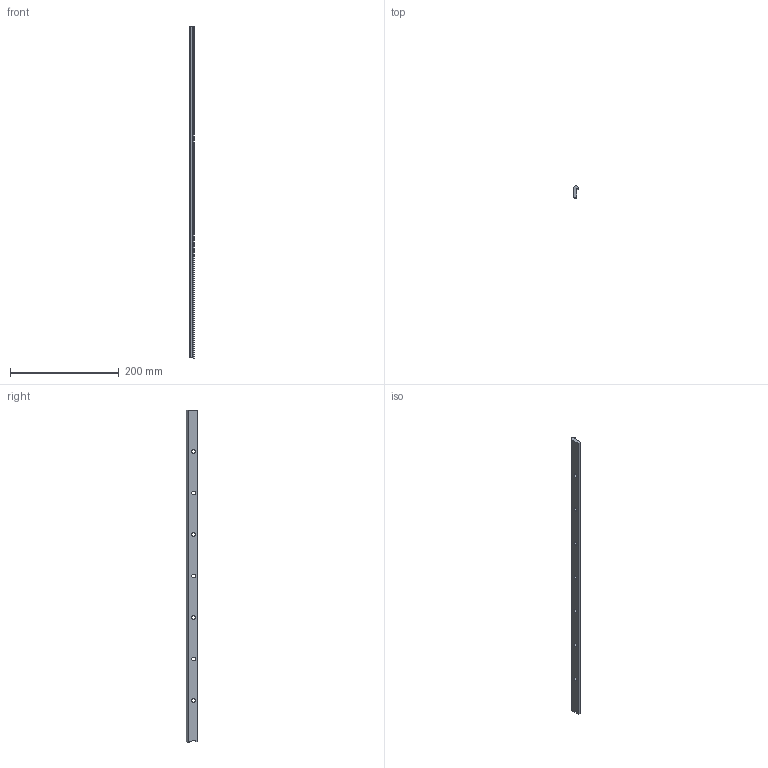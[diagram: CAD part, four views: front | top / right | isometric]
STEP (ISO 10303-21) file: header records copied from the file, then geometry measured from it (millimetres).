
FILE_DESCRIPTION (( 'STEP AP203' ), '1' );
FILE_NAME ('CRT_849B4EF76C.step', '2021-11-02T12:24:57', ( '' ), ( '' ), 'SwSTEP 2.0', 'SolidWorks 2019', '' );
FILE_SCHEMA (( 'CONFIG_CONTROL_DESIGN' ));
Length unit declared in the file: inch
Products named in the file (3): 79z62O3oV2_CADModel_0; CRT_849B4EF76C
Assembly tree (1 placements, depth 2):
  79z62O3oV2_CADModel_0
  CRT_849B4EF76C
    79z62O3oV2_CADModel_0
Bounding box: 8.71 x 21.89 x 609.6 mm (x, y, z)
Volume: 77964.2 mm3; surface area: 34609.8 mm2
Topology: 1 solids, 1 shells, 32 faces, 90 edges, 60 vertices
Faces by surface type: cylinder 20, plane 12
Entity records: 1360 total; most frequent: DIRECTION 204, CARTESIAN_POINT 187, ORIENTED_EDGE 180, EDGE_CURVE 90, AXIS2_PLACEMENT_3D 77, VERTEX_POINT 60, LINE 50, VECTOR 50
